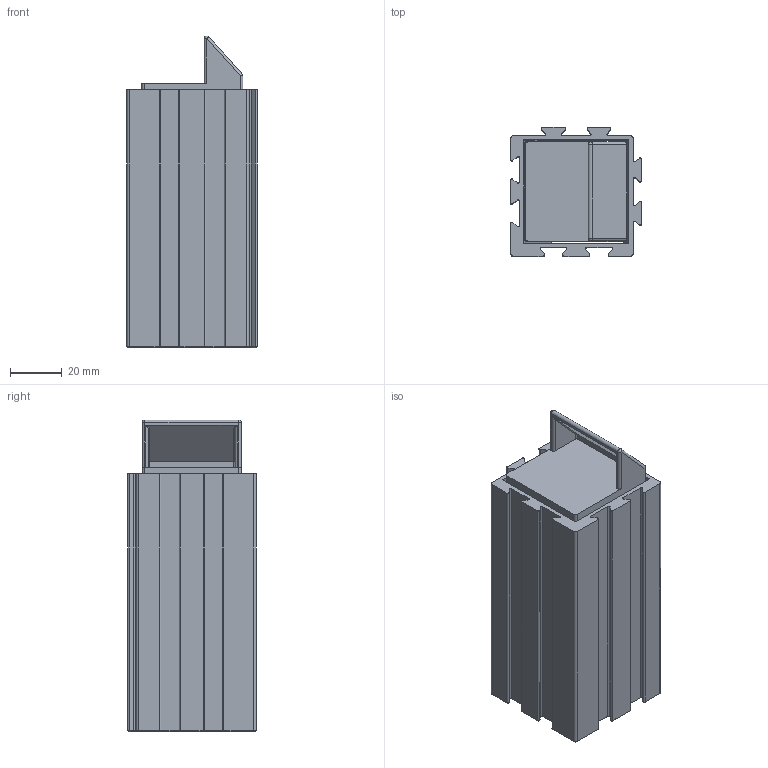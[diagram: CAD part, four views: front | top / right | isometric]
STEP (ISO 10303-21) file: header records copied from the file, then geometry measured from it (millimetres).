
FILE_DESCRIPTION(/* description */ (''),/* implementation_level */ '2;1');
FILE_NAME(/* name */ 'PiPED.step',/* time_stamp */ '2024-01-06T10:23:45-10:00',/* author */ (''),/* organization */ (''),/* preprocessor_version */ 'ST-DEVELOPER v20',/* originating_system */ 'Autodesk Translation Framework v12.14.0.127',/* authorisation */ '');
FILE_SCHEMA (('AUTOMOTIVE_DESIGN { 1 0 10303 214 3 1 1 }'));
Length unit declared in the file: millimetre
Products named in the file (2): Print in Place Extensible Drawer (PiPED); Drawer
Assembly tree (1 placements, depth 2):
  Print in Place Extensible Drawer (PiPED)
    Drawer
Bounding box: 50.6 x 49.8 x 120.79 mm (x, y, z)
Volume: 137020.8 mm3; surface area: 70137.5 mm2
Topology: 2 solids, 2 shells, 247 faces, 609 edges, 346 vertices
Faces by surface type: plane 122, cylinder 75, cone 40, bspline 8, sphere 2
Entity records: 7214 total; most frequent: CARTESIAN_POINT 1410, DIRECTION 1231, ORIENTED_EDGE 1178, EDGE_CURVE 589, LINE 423, VECTOR 423, AXIS2_PLACEMENT_3D 404, VERTEX_POINT 346
